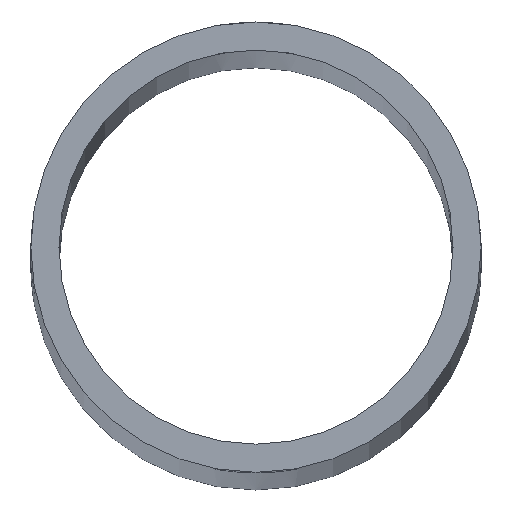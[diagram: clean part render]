
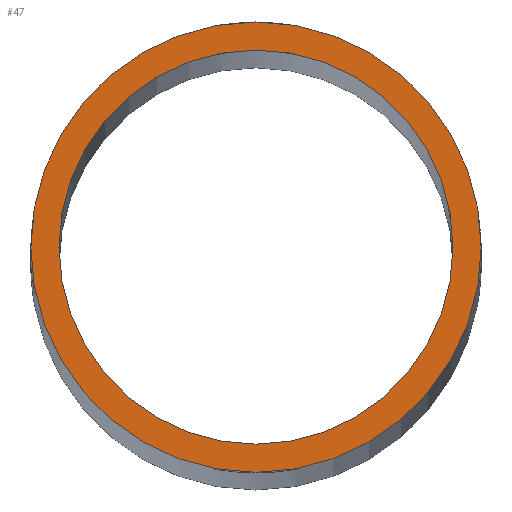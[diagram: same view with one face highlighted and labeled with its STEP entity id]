
A CAD part, top view. The second image highlights one B-rep face of the part: STEP entity #47.
In plain terms, the highlighted planar face has unit normal (0, 0, 1).
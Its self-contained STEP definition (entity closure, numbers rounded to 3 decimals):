
#43=PLANE('',#214);
#47=ADVANCED_FACE('',(#84,#85),#43,.T.);
#63=CIRCLE('',#208,8.);
#64=CIRCLE('',#210,7.);
#84=FACE_BOUND('',#116,.T.);
#85=FACE_BOUND('',#117,.T.);
#116=EDGE_LOOP('',(#148));
#117=EDGE_LOOP('',(#149));
#148=ORIENTED_EDGE('',*,*,#189,.F.);
#149=ORIENTED_EDGE('',*,*,#182,.F.);
#166=VERTEX_POINT('',#432);
#173=VERTEX_POINT('',#789);
#182=EDGE_CURVE('',#166,#166,#63,.T.);
#189=EDGE_CURVE('',#173,#173,#64,.T.);
#208=AXIS2_PLACEMENT_3D('',#431,#225,#226);
#210=AXIS2_PLACEMENT_3D('',#788,#229,#230);
#214=AXIS2_PLACEMENT_3D('',#971,#237,#238);
#225=DIRECTION('',(0.,0.,-1.));
#226=DIRECTION('',(1.,0.,0.));
#229=DIRECTION('',(0.,0.,1.));
#230=DIRECTION('',(-1.,0.,0.));
#237=DIRECTION('',(0.,0.,1.));
#238=DIRECTION('',(-1.,0.,0.));
#431=CARTESIAN_POINT('',(-160.,-260.,26.3));
#432=CARTESIAN_POINT('',(-152.,-260.,26.3));
#788=CARTESIAN_POINT('',(-160.,-260.,26.3));
#789=CARTESIAN_POINT('',(-167.,-260.,26.3));
#971=CARTESIAN_POINT('',(-160.,-260.,26.3));
